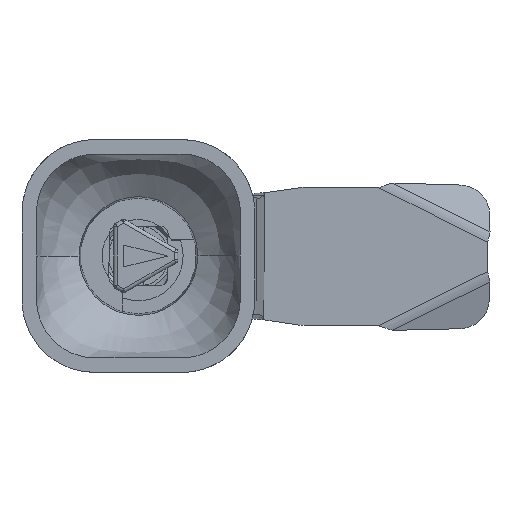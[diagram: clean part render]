
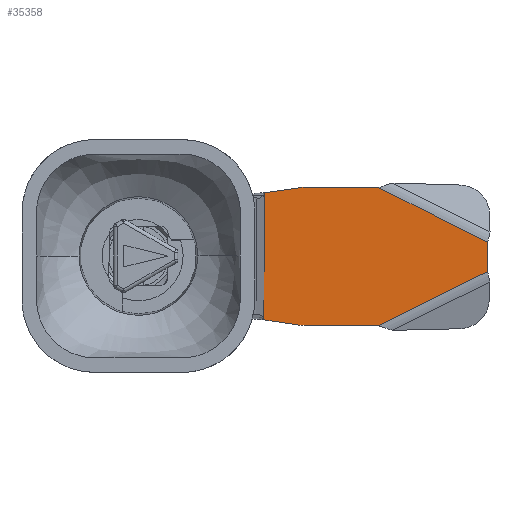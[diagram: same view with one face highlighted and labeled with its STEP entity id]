
A CAD part, front view. The second image highlights one B-rep face of the part: STEP entity #35358.
In plain terms, the highlighted planar face has unit normal (0, -1, 0).
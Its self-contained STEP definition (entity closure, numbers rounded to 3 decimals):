
#119 = DIRECTION ( 'NONE',  ( -0.003, 0., -1. ) ) ;
#504 = CARTESIAN_POINT ( 'NONE',  ( 22.543, 38., 9.448 ) ) ;
#591 = VECTOR ( 'NONE', #12959, 1000. ) ;
#946 = LINE ( 'NONE', #12438, #20171 ) ;
#1916 = CARTESIAN_POINT ( 'NONE',  ( 6.914, 38., 22.582 ) ) ;
#2128 = VECTOR ( 'NONE', #9173, 1000. ) ;
#2439 = DIRECTION ( 'NONE',  ( 0., -1., 0. ) ) ;
#2752 = LINE ( 'NONE', #25774, #20480 ) ;
#2993 = DIRECTION ( 'NONE',  ( 1., 0., -0.003 ) ) ;
#3702 = DIRECTION ( 'NONE',  ( -1., 0., 0.003 ) ) ;
#4098 = ORIENTED_EDGE ( 'NONE', *, *, #10292, .T. ) ;
#4337 = VECTOR ( 'NONE', #15487, 1000. ) ;
#4761 = CARTESIAN_POINT ( 'NONE',  ( 48.006, 38., -2.133 ) ) ;
#7355 = VECTOR ( 'NONE', #20048, 1000. ) ;
#7457 = LINE ( 'NONE', #18959, #23492 ) ;
#8206 = ORIENTED_EDGE ( 'NONE', *, *, #16062, .T. ) ;
#8278 = CARTESIAN_POINT ( 'NONE',  ( 22.822, 38., 5.447 ) ) ;
#8383 = DIRECTION ( 'NONE',  ( 1., 0., -0.003 ) ) ;
#9173 = DIRECTION ( 'NONE',  ( -0.99, 0., -0.142 ) ) ;
#9720 = ORIENTED_EDGE ( 'NONE', *, *, #10906, .F. ) ;
#9796 = CARTESIAN_POINT ( 'NONE',  ( 22.255, 38., 9.406 ) ) ;
#10292 = EDGE_CURVE ( 'NONE', #14042, #29530, #20234, .T. ) ;
#10775 = ORIENTED_EDGE ( 'NONE', *, *, #11070, .T. ) ;
#10777 = DIRECTION ( 'NONE',  ( -0.893, 0., 0.45 ) ) ;
#10906 = EDGE_CURVE ( 'NONE', #27850, #17054, #18138, .T. ) ;
#11070 = EDGE_CURVE ( 'NONE', #11129, #11159, #18877, .T. ) ;
#11129 = VERTEX_POINT ( 'NONE', #24840 ) ;
#11159 = VERTEX_POINT ( 'NONE', #37130 ) ;
#11573 = EDGE_CURVE ( 'NONE', #25321, #14042, #2752, .T. ) ;
#12438 = CARTESIAN_POINT ( 'NONE',  ( 47.982, 38., -9.635 ) ) ;
#12900 = CIRCLE ( 'NONE', #24974, 4. ) ;
#12959 = DIRECTION ( 'NONE',  ( 0.003, 0., 1. ) ) ;
#13149 = LINE ( 'NONE', #26962, #591 ) ;
#14042 = VERTEX_POINT ( 'NONE', #19553 ) ;
#14155 = ORIENTED_EDGE ( 'NONE', *, *, #30505, .T. ) ;
#14619 = CARTESIAN_POINT ( 'NONE',  ( 32.978, 38., -9.586 ) ) ;
#15092 = ORIENTED_EDGE ( 'NONE', *, *, #26696, .T. ) ;
#15487 = DIRECTION ( 'NONE',  ( -0.896, 0., -0.444 ) ) ;
#16062 = EDGE_CURVE ( 'NONE', #34200, #18687, #12900, .T. ) ;
#17054 = VERTEX_POINT ( 'NONE', #14619 ) ;
#17629 = CARTESIAN_POINT ( 'NONE',  ( 22.774, 38., -9.553 ) ) ;
#18138 = LINE ( 'NONE', #29672, #4337 ) ;
#18494 = ORIENTED_EDGE ( 'NONE', *, *, #35987, .T. ) ;
#18598 = AXIS2_PLACEMENT_3D ( 'NONE', #28497, #25278, #37186 ) ;
#18687 = VERTEX_POINT ( 'NONE', #9796 ) ;
#18868 = EDGE_CURVE ( 'NONE', #21442, #17054, #946, .T. ) ;
#18877 = LINE ( 'NONE', #1916, #26668 ) ;
#18959 = CARTESIAN_POINT ( 'NONE',  ( 48.043, 38., 9.365 ) ) ;
#19553 = CARTESIAN_POINT ( 'NONE',  ( 17.247, 38., -8.767 ) ) ;
#19770 = ORIENTED_EDGE ( 'NONE', *, *, #18868, .T. ) ;
#20048 = DIRECTION ( 'NONE',  ( 0.989, 0., -0.148 ) ) ;
#20171 = VECTOR ( 'NONE', #23954, 1000. ) ;
#20234 = LINE ( 'NONE', #20416, #7355 ) ;
#20416 = CARTESIAN_POINT ( 'NONE',  ( 7.489, 38., -7.304 ) ) ;
#20480 = VECTOR ( 'NONE', #119, 1000. ) ;
#21442 = VERTEX_POINT ( 'NONE', #17629 ) ;
#21913 = ORIENTED_EDGE ( 'NONE', *, *, #11573, .T. ) ;
#22724 = FACE_OUTER_BOUND ( 'NONE', #35186, .T. ) ;
#22987 = CARTESIAN_POINT ( 'NONE',  ( 17.304, 38., 8.696 ) ) ;
#23492 = VECTOR ( 'NONE', #3702, 1000. ) ;
#23954 = DIRECTION ( 'NONE',  ( 1., 0., -0.003 ) ) ;
#24646 = CIRCLE ( 'NONE', #18598, 4. ) ;
#24840 = CARTESIAN_POINT ( 'NONE',  ( 48.019, 38., 1.863 ) ) ;
#24974 = AXIS2_PLACEMENT_3D ( 'NONE', #8278, #2439, #2993 ) ;
#25278 = DIRECTION ( 'NONE',  ( 0., -1., 0. ) ) ;
#25321 = VERTEX_POINT ( 'NONE', #22987 ) ;
#25644 = AXIS2_PLACEMENT_3D ( 'NONE', #28778, #34263, #8383 ) ;
#25746 = PLANE ( 'NONE',  #25644 ) ;
#25774 = CARTESIAN_POINT ( 'NONE',  ( 17.275, 38., -0.035 ) ) ;
#26668 = VECTOR ( 'NONE', #10777, 1000. ) ;
#26696 = EDGE_CURVE ( 'NONE', #29530, #21442, #24646, .T. ) ;
#26962 = CARTESIAN_POINT ( 'NONE',  ( 48.043, 38., 9.365 ) ) ;
#27850 = VERTEX_POINT ( 'NONE', #4761 ) ;
#28497 = CARTESIAN_POINT ( 'NONE',  ( 22.787, 38., -5.553 ) ) ;
#28778 = CARTESIAN_POINT ( 'NONE',  ( -4.451, 38., 0.035 ) ) ;
#29530 = VERTEX_POINT ( 'NONE', #32851 ) ;
#29672 = CARTESIAN_POINT ( 'NONE',  ( 6.768, 38., -22.585 ) ) ;
#30505 = EDGE_CURVE ( 'NONE', #27850, #11129, #13149, .T. ) ;
#31657 = LINE ( 'NONE', #504, #2128 ) ;
#31812 = EDGE_CURVE ( 'NONE', #11159, #34200, #7457, .T. ) ;
#31943 = CARTESIAN_POINT ( 'NONE',  ( 22.835, 38., 9.447 ) ) ;
#32851 = CARTESIAN_POINT ( 'NONE',  ( 22.193, 38., -9.509 ) ) ;
#34200 = VERTEX_POINT ( 'NONE', #31943 ) ;
#34263 = DIRECTION ( 'NONE',  ( 0., -1., 0. ) ) ;
#35186 = EDGE_LOOP ( 'NONE', ( #9720, #14155, #10775, #36184, #8206, #18494, #21913, #4098, #15092, #19770 ) ) ;
#35358 = ADVANCED_FACE ( 'NONE', ( #22724 ), #25746, .T. ) ;
#35987 = EDGE_CURVE ( 'NONE', #18687, #25321, #31657, .T. ) ;
#36184 = ORIENTED_EDGE ( 'NONE', *, *, #31812, .T. ) ;
#37130 = CARTESIAN_POINT ( 'NONE',  ( 33.039, 38., 9.414 ) ) ;
#37186 = DIRECTION ( 'NONE',  ( 1., 0., -0.003 ) ) ;
